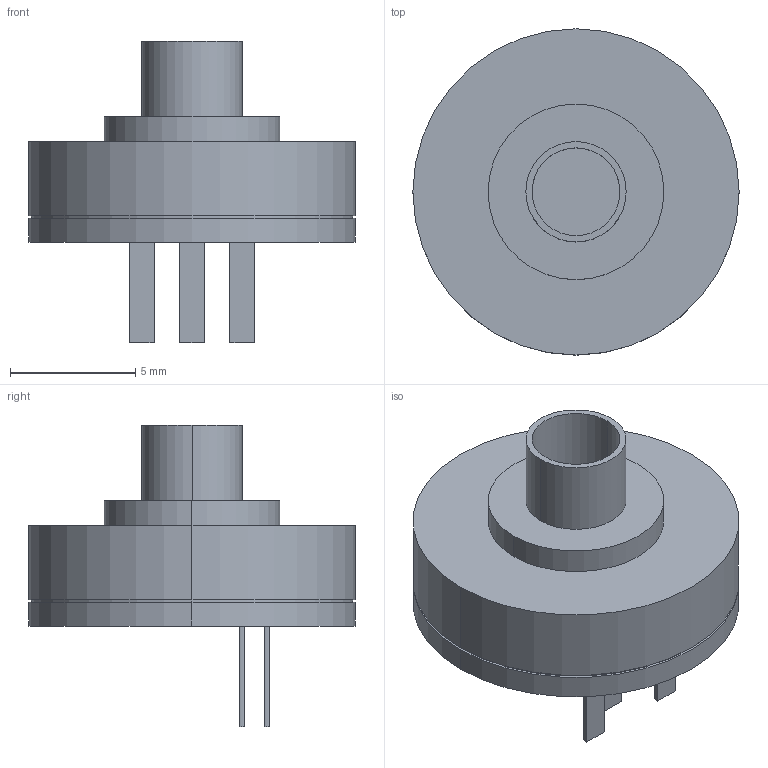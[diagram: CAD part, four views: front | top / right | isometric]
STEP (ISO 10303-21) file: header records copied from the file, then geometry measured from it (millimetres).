
FILE_DESCRIPTION (( 'STEP AP214' ), '1' );
FILE_NAME ('potenciometro.STEP', '2019-04-01T22:14:11', ( 'MariaConsuegra' ), ( '' ), 'SwSTEP 2.0', 'SolidWorks 2015', '' );
FILE_SCHEMA (( 'AUTOMOTIVE_DESIGN' ));
Length unit declared in the file: millimetre
Products named in the file (1): potenciometro
Bounding box: 13 x 13 x 12 mm (x, y, z)
Volume: 568.8 mm3; surface area: 583 mm2
Topology: 1 solids, 1 shells, 49 faces, 105 edges, 66 vertices
Faces by surface type: cylinder 27, plane 22
Entity records: 1371 total; most frequent: DIRECTION 259, CARTESIAN_POINT 221, ORIENTED_EDGE 210, EDGE_CURVE 105, AXIS2_PLACEMENT_3D 104, VERTEX_POINT 66, EDGE_LOOP 57, CIRCLE 54
